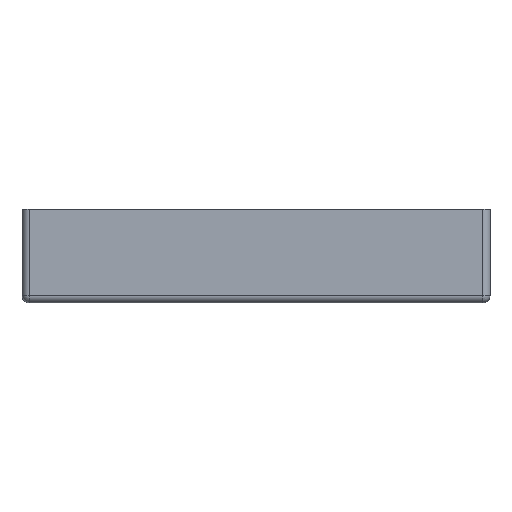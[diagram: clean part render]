
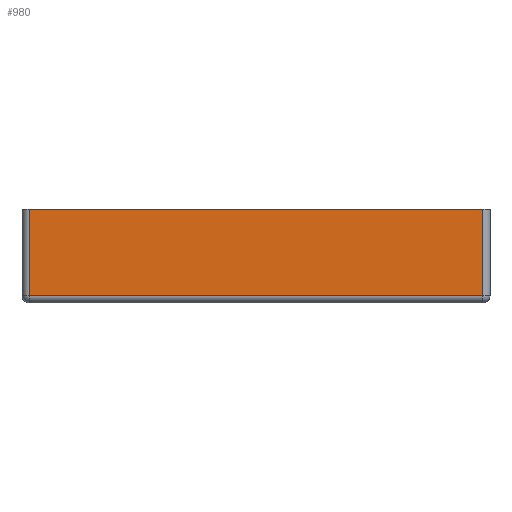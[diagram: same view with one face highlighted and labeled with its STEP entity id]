
A CAD part, left-side view. The second image highlights one B-rep face of the part: STEP entity #980.
In plain terms, the highlighted planar face has unit normal (-1, 0, 0).
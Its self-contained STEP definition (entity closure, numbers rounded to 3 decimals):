
#52=FACE_OUTER_BOUND('',#105,.T.);
#105=EDGE_LOOP('',(#677,#678,#679,#680));
#155=LINE('',#1379,#283);
#169=LINE('',#1421,#297);
#170=LINE('',#1423,#298);
#171=LINE('',#1424,#299);
#283=VECTOR('',#1108,10.);
#297=VECTOR('',#1150,10.);
#298=VECTOR('',#1151,10.);
#299=VECTOR('',#1152,10.);
#412=VERTEX_POINT('',#1376);
#413=VERTEX_POINT('',#1378);
#427=VERTEX_POINT('',#1420);
#428=VERTEX_POINT('',#1422);
#504=EDGE_CURVE('',#412,#413,#155,.T.);
#525=EDGE_CURVE('',#427,#412,#169,.F.);
#526=EDGE_CURVE('',#428,#427,#170,.T.);
#527=EDGE_CURVE('',#413,#428,#171,.T.);
#677=ORIENTED_EDGE('',*,*,#504,.F.);
#678=ORIENTED_EDGE('',*,*,#525,.F.);
#679=ORIENTED_EDGE('',*,*,#526,.F.);
#680=ORIENTED_EDGE('',*,*,#527,.F.);
#934=PLANE('',#1043);
#980=ADVANCED_FACE('',(#52),#934,.T.);
#1043=AXIS2_PLACEMENT_3D('',#1419,#1148,#1149);
#1108=DIRECTION('',(0.,0.,-1.));
#1148=DIRECTION('center_axis',(-1.,0.,0.));
#1149=DIRECTION('ref_axis',(0.,0.,1.));
#1150=DIRECTION('',(0.,1.,0.));
#1151=DIRECTION('',(0.,0.,1.));
#1152=DIRECTION('',(0.,1.,0.));
#1376=CARTESIAN_POINT('',(-1.299,21.082,10.053));
#1378=CARTESIAN_POINT('',(-1.299,21.082,-1.698));
#1379=CARTESIAN_POINT('',(-1.299,21.082,6.615));
#1419=CARTESIAN_POINT('Origin',(-1.299,58.009,3.178));
#1420=CARTESIAN_POINT('',(-1.299,82.636,10.053));
#1421=CARTESIAN_POINT('',(-1.299,58.009,10.053));
#1422=CARTESIAN_POINT('',(-1.299,82.636,-1.698));
#1423=CARTESIAN_POINT('',(-1.299,82.636,6.615));
#1424=CARTESIAN_POINT('',(-1.299,58.009,-1.698));
